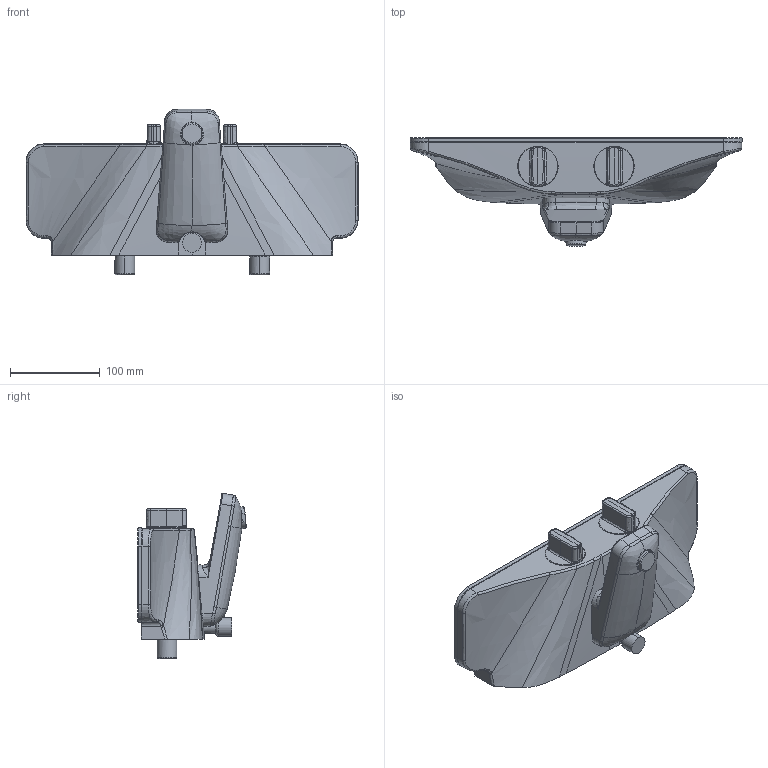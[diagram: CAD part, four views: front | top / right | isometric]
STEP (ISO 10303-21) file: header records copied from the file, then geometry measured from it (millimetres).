
FILE_DESCRIPTION (( 'STEP AP203' ), '1' );
FILE_NAME ('5864217182.STEP', '2018-06-05T05:31:55', ( '' ), ( '' ), 'SwSTEP 2.0', 'SolidWorks 2016', '' );
FILE_SCHEMA (( 'CONFIG_CONTROL_DESIGN' ));
Length unit declared in the file: millimetre
Products named in the file (1): 5864217182
Bounding box: 370.6 x 121.22 x 184.7 mm (x, y, z)
Volume: 2460765.1 mm3; surface area: 166616.8 mm2
Topology: 1 solids, 1 shells, 350 faces, 886 edges, 540 vertices
Faces by surface type: bspline 201, cylinder 51, plane 49, torus 31, cone 10, sphere 8
Entity records: 26364 total; most frequent: CARTESIAN_POINT 19824, ORIENTED_EDGE 1762, EDGE_CURVE 881, DIRECTION 701, B_SPLINE_CURVE_WITH_KNOTS 560, VERTEX_POINT 540, EDGE_LOOP 357, FACE_OUTER_BOUND 350
